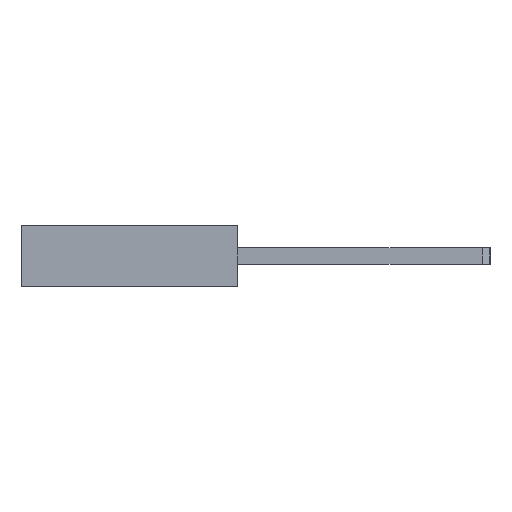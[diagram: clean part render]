
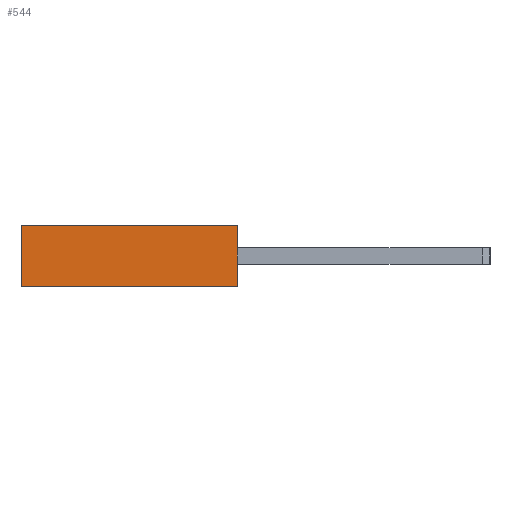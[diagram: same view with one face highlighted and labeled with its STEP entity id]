
A CAD part, left-side view. The second image highlights one B-rep face of the part: STEP entity #544.
In plain terms, the highlighted planar face has unit normal (-1, 0, 0).
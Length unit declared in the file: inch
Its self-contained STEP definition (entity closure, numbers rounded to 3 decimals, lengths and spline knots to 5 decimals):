
#544 = ADVANCED_FACE( '', ( #1360 ), #1361, .F. );
#1360 = FACE_OUTER_BOUND( '', #2430, .T. );
#1361 = PLANE( '', #2431 );
#2430 = EDGE_LOOP( '', ( #4008, #4009, #4010, #4011 ) );
#2431 = AXIS2_PLACEMENT_3D( '', #4012, #4013, #4014 );
#4008 = ORIENTED_EDGE( '', *, *, #6899, .T. );
#4009 = ORIENTED_EDGE( '', *, *, #6900, .F. );
#4010 = ORIENTED_EDGE( '', *, *, #6833, .F. );
#4011 = ORIENTED_EDGE( '', *, *, #6901, .T. );
#4012 = CARTESIAN_POINT( '', ( -1.01, 0.335, -0.0475 ) );
#4013 = DIRECTION( '', ( 1., 0., 0. ) );
#4014 = DIRECTION( '', ( 0., 0., -1. ) );
#6833 = EDGE_CURVE( '', #8419, #8421, #8422, .T. );
#6899 = EDGE_CURVE( '', #8528, #8529, #8530, .T. );
#6900 = EDGE_CURVE( '', #8421, #8529, #8531, .T. );
#6901 = EDGE_CURVE( '', #8419, #8528, #8532, .T. );
#8419 = VERTEX_POINT( '', #10661 );
#8421 = VERTEX_POINT( '', #10664 );
#8422 = LINE( '', #10665, #10666 );
#8528 = VERTEX_POINT( '', #10823 );
#8529 = VERTEX_POINT( '', #10824 );
#8530 = LINE( '', #10825, #10826 );
#8531 = LINE( '', #10827, #10828 );
#8532 = LINE( '', #10829, #10830 );
#10661 = CARTESIAN_POINT( '', ( -1.01, 0.335, -0.0475 ) );
#10664 = CARTESIAN_POINT( '', ( -1.01, 0.335, 0.0475 ) );
#10665 = CARTESIAN_POINT( '', ( -1.01, 0.335, -0.0475 ) );
#10666 = VECTOR( '', #12697, 39.37008 );
#10823 = CARTESIAN_POINT( '', ( -1.01, 0., -0.0475 ) );
#10824 = CARTESIAN_POINT( '', ( -1.01, 0., 0.0475 ) );
#10825 = CARTESIAN_POINT( '', ( -1.01, 0., -0.0475 ) );
#10826 = VECTOR( '', #12749, 39.37008 );
#10827 = CARTESIAN_POINT( '', ( -1.01, 0.335, 0.0475 ) );
#10828 = VECTOR( '', #12750, 39.37008 );
#10829 = CARTESIAN_POINT( '', ( -1.01, 0.335, -0.0475 ) );
#10830 = VECTOR( '', #12751, 39.37008 );
#12697 = DIRECTION( '', ( 0., 0., 1. ) );
#12749 = DIRECTION( '', ( 0., 0., 1. ) );
#12750 = DIRECTION( '', ( 0., -1., 0. ) );
#12751 = DIRECTION( '', ( 0., -1., 0. ) );
